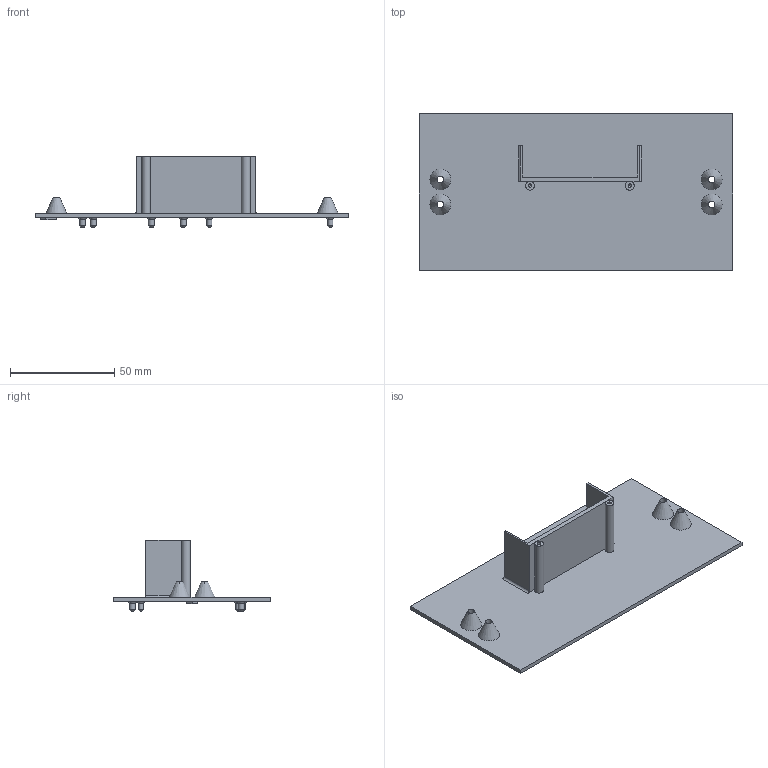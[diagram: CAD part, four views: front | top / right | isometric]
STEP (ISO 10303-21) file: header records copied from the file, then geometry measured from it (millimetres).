
FILE_DESCRIPTION(('FreeCAD Model'),'2;1');
FILE_NAME('Open CASCADE Shape Model','2024-08-02T20:40:26',(''),(''), 'Open CASCADE STEP processor 7.6','FreeCAD','Unknown');
FILE_SCHEMA(('AUTOMOTIVE_DESIGN { 1 0 10303 214 1 1 1 1 }'));
Length unit declared in the file: millimetre
Products named in the file (1): Body001
Bounding box: 150 x 75 x 34.5 mm (x, y, z)
Volume: 28015.9 mm3; surface area: 30236.3 mm2
Topology: 1 solids, 1 shells, 89 faces, 193 edges, 120 vertices
Faces by surface type: plane 39, cylinder 28, cone 14, torus 8
Full cylindrical faces by diameter (mm): 1.6 x2, 2.5 x4, 2.9 x4, 6.1 x4
Entity records: 2459 total; most frequent: DIRECTION 455, CARTESIAN_POINT 401, ORIENTED_EDGE 386, EDGE_CURVE 191, AXIS2_PLACEMENT_3D 174, VERTEX_POINT 120, FACE_BOUND 115, EDGE_LOOP 115
